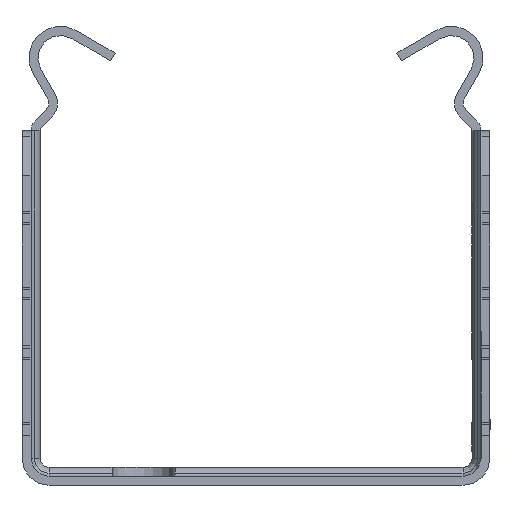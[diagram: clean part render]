
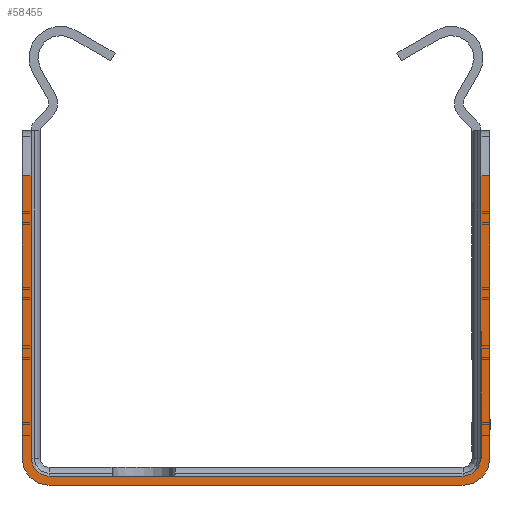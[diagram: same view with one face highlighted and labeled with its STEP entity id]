
A CAD part, front view. The second image highlights one B-rep face of the part: STEP entity #58455.
In plain terms, the highlighted planar face has unit normal (0, -1, 0).
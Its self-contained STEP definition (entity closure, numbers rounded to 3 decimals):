
#3596=CIRCLE('',#63736,3.);
#3597=CIRCLE('',#63738,3.);
#3655=CIRCLE('',#63879,2.);
#3656=CIRCLE('',#63880,2.);
#7808=FACE_OUTER_BOUND('',#11840,.T.);
#11840=EDGE_LOOP('',(#53767,#53768,#53769,#53770,#53771,#53772,#53773,#53774,
#53775,#53776,#53777,#53778));
#15023=LINE('',#89291,#20834);
#17483=LINE('',#96738,#23294);
#17509=LINE('',#96833,#23320);
#17650=LINE('',#97223,#23461);
#17653=LINE('',#97229,#23464);
#17655=LINE('',#97238,#23466);
#17656=LINE('',#97242,#23467);
#17657=LINE('',#97245,#23468);
#20834=VECTOR('',#72540,10.);
#23294=VECTOR('',#79988,10.);
#23320=VECTOR('',#80064,10.);
#23461=VECTOR('',#80469,10.);
#23464=VECTOR('',#80474,10.);
#23466=VECTOR('',#80486,10.);
#23467=VECTOR('',#80489,10.);
#23468=VECTOR('',#80492,10.);
#26341=VERTEX_POINT('',#89288);
#26342=VERTEX_POINT('',#89290);
#28798=VERTEX_POINT('',#96735);
#28799=VERTEX_POINT('',#96737);
#28840=VERTEX_POINT('',#96823);
#28843=VERTEX_POINT('',#96831);
#28960=VERTEX_POINT('',#97221);
#28962=VERTEX_POINT('',#97226);
#28964=VERTEX_POINT('',#97237);
#28965=VERTEX_POINT('',#97239);
#28966=VERTEX_POINT('',#97241);
#28967=VERTEX_POINT('',#97243);
#33309=EDGE_CURVE('',#26342,#26341,#15023,.T.);
#37017=EDGE_CURVE('',#28799,#28798,#17483,.T.);
#37059=EDGE_CURVE('',#28798,#26342,#3596,.T.);
#37061=EDGE_CURVE('',#26341,#28840,#3597,.T.);
#37065=EDGE_CURVE('',#28840,#28843,#17509,.T.);
#37260=EDGE_CURVE('',#28843,#28960,#17650,.T.);
#37263=EDGE_CURVE('',#28962,#28799,#17653,.T.);
#37267=EDGE_CURVE('',#28960,#28964,#17655,.T.);
#37268=EDGE_CURVE('',#28964,#28965,#3655,.T.);
#37269=EDGE_CURVE('',#28965,#28966,#17656,.T.);
#37270=EDGE_CURVE('',#28966,#28967,#3656,.T.);
#37271=EDGE_CURVE('',#28967,#28962,#17657,.T.);
#53767=ORIENTED_EDGE('',*,*,#37263,.T.);
#53768=ORIENTED_EDGE('',*,*,#37017,.T.);
#53769=ORIENTED_EDGE('',*,*,#37059,.T.);
#53770=ORIENTED_EDGE('',*,*,#33309,.T.);
#53771=ORIENTED_EDGE('',*,*,#37061,.T.);
#53772=ORIENTED_EDGE('',*,*,#37065,.T.);
#53773=ORIENTED_EDGE('',*,*,#37260,.T.);
#53774=ORIENTED_EDGE('',*,*,#37267,.T.);
#53775=ORIENTED_EDGE('',*,*,#37268,.T.);
#53776=ORIENTED_EDGE('',*,*,#37269,.T.);
#53777=ORIENTED_EDGE('',*,*,#37270,.T.);
#53778=ORIENTED_EDGE('',*,*,#37271,.T.);
#55546=PLANE('',#63878);
#58455=ADVANCED_FACE('',(#7808),#55546,.T.);
#63736=AXIS2_PLACEMENT_3D('',#96821,#80051,#80052);
#63738=AXIS2_PLACEMENT_3D('',#96825,#80056,#80057);
#63878=AXIS2_PLACEMENT_3D('',#97236,#80484,#80485);
#63879=AXIS2_PLACEMENT_3D('',#97240,#80487,#80488);
#63880=AXIS2_PLACEMENT_3D('',#97244,#80490,#80491);
#72540=DIRECTION('',(1.,0.,0.));
#79988=DIRECTION('',(0.,0.,-1.));
#80051=DIRECTION('center_axis',(0.,-1.,0.));
#80052=DIRECTION('ref_axis',(-1.,0.,0.));
#80056=DIRECTION('center_axis',(0.,-1.,0.));
#80057=DIRECTION('ref_axis',(0.,0.,
-1.));
#80064=DIRECTION('',(0.,0.,1.));
#80469=DIRECTION('',(-1.,0.,0.));
#80474=DIRECTION('',(-1.,0.,0.));
#80484=DIRECTION('center_axis',(0.,-1.,0.));
#80485=DIRECTION('ref_axis',(0.,0.,-1.));
#80486=DIRECTION('',(0.,0.,-1.));
#80487=DIRECTION('center_axis',(0.,1.,0.));
#80488=DIRECTION('ref_axis',(0.,0.,
1.));
#80489=DIRECTION('',(-1.,0.,0.));
#80490=DIRECTION('center_axis',(0.,1.,0.));
#80491=DIRECTION('ref_axis',(1.,0.,0.));
#80492=DIRECTION('',(0.,0.,1.));
#89288=CARTESIAN_POINT('',(23.,-36.,-1.));
#89290=CARTESIAN_POINT('',(-23.,-36.,-1.));
#89291=CARTESIAN_POINT('',(-23.,-36.,-1.));
#96735=CARTESIAN_POINT('',(-26.,-36.,2.));
#96737=CARTESIAN_POINT('',(-26.,-36.,33.387));
#96738=CARTESIAN_POINT('',(-26.,-36.,38.387));
#96821=CARTESIAN_POINT('Origin',(-23.,-36.,2.));
#96823=CARTESIAN_POINT('',(26.,-36.,2.));
#96825=CARTESIAN_POINT('Origin',(23.,-36.,2.));
#96831=CARTESIAN_POINT('',(26.,-36.,33.387));
#96833=CARTESIAN_POINT('',(26.,-36.,2.));
#97221=CARTESIAN_POINT('',(25.,-36.,33.387));
#97223=CARTESIAN_POINT('',(12.5,-36.,33.387));
#97226=CARTESIAN_POINT('',(-25.,-36.,33.387));
#97229=CARTESIAN_POINT('',(12.5,-36.,33.387));
#97236=CARTESIAN_POINT('Origin',(0.,-36.,18.693));
#97237=CARTESIAN_POINT('',(25.,-36.,2.));
#97238=CARTESIAN_POINT('',(25.,-36.,38.387));
#97239=CARTESIAN_POINT('',(23.,-36.,0.));
#97240=CARTESIAN_POINT('Origin',(23.,-36.,2.));
#97241=CARTESIAN_POINT('',(-23.,-36.,0.));
#97242=CARTESIAN_POINT('',(23.,-36.,0.));
#97243=CARTESIAN_POINT('',(-25.,-36.,2.));
#97244=CARTESIAN_POINT('Origin',(-23.,-36.,2.));
#97245=CARTESIAN_POINT('',(-25.,-36.,2.));
